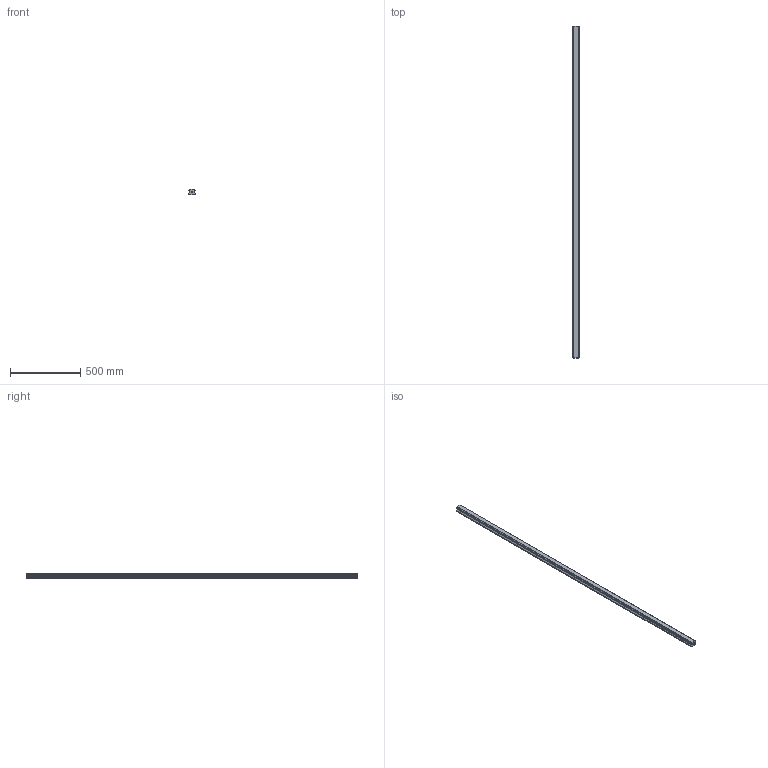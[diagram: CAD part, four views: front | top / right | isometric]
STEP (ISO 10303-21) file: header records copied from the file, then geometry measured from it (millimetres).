
FILE_DESCRIPTION(('STEP AP214'),'1');
FILE_NAME('cctmp_414D6FFE-D2F8-4888-B624-2DBC82E64941_2021_02_01_11_01_28_0107..stp','2021-02-01T10:01:28',('HIWIN GmbH'),('CADClick - www.CADClick.com'),'Spatial InterOp 3D',' ','unknown authorization');
FILE_SCHEMA(('AUTOMOTIVE_DESIGN'));
Length unit declared in the file: millimetre
Products named in the file (1): HGR45T2370H_FILE
Bounding box: 45 x 2370 x 38 mm (x, y, z)
Volume: 3318107.7 mm3; surface area: 430196.8 mm2
Topology: 1 solids, 1 shells, 189 faces, 503 edges, 297 vertices
Faces by surface type: plane 93, cylinder 50, cone 46
Entity records: 7003 total; most frequent: CARTESIAN_POINT 944, DIRECTION 937, ORIENTED_EDGE 914, EDGE_CURVE 457, LINE 357, VECTOR 357, VERTEX_POINT 297, AXIS2_PLACEMENT_3D 290
